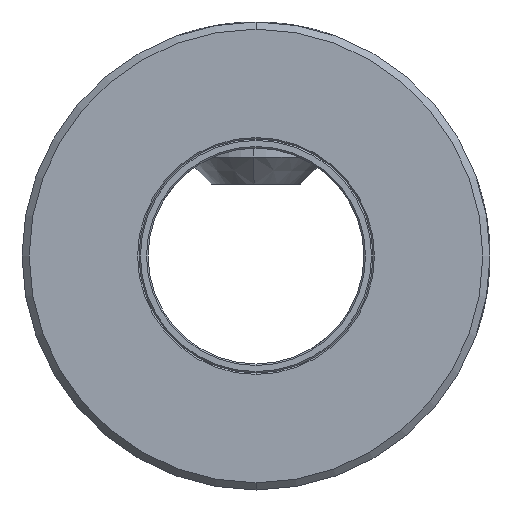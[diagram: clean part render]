
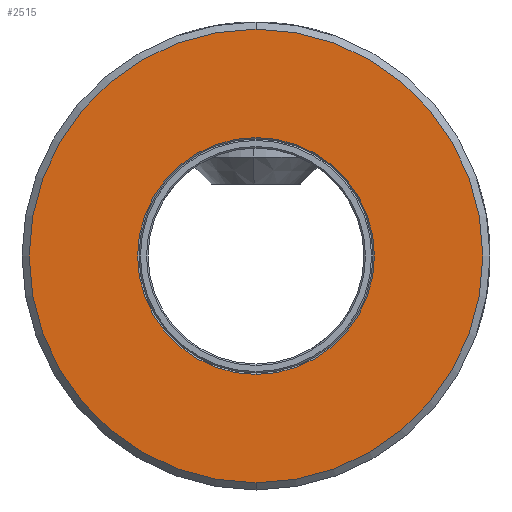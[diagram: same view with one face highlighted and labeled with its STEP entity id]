
A CAD part, front view. The second image highlights one B-rep face of the part: STEP entity #2515.
In plain terms, the highlighted planar face has unit normal (0, -1, 0).
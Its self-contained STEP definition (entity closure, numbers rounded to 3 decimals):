
#401 = VERTEX_POINT ( 'NONE', #6552 ) ;
#556 = DIRECTION ( 'NONE',  ( 0., 0., 1. ) ) ;
#626 = CARTESIAN_POINT ( 'NONE',  ( 0., -3., 0. ) ) ;
#816 = EDGE_CURVE ( 'NONE', #3093, #4683, #1211, .T. ) ;
#833 = CARTESIAN_POINT ( 'NONE',  ( 0., -3., 6.3 ) ) ;
#877 = CARTESIAN_POINT ( 'NONE',  ( 0., -3., 0. ) ) ;
#1211 = CIRCLE ( 'NONE', #5173, 6.3 ) ;
#1442 = DIRECTION ( 'NONE',  ( 0., 0., 1. ) ) ;
#1472 = ORIENTED_EDGE ( 'NONE', *, *, #816, .T. ) ;
#1517 = CIRCLE ( 'NONE', #7193, 3.29 ) ;
#1684 = AXIS2_PLACEMENT_3D ( 'NONE', #2293, #3980, #6966 ) ;
#2268 = PLANE ( 'NONE',  #1684 ) ;
#2291 = ORIENTED_EDGE ( 'NONE', *, *, #5219, .T. ) ;
#2293 = CARTESIAN_POINT ( 'NONE',  ( 0., -3., 0. ) ) ;
#2441 = EDGE_LOOP ( 'NONE', ( #1472, #5840 ) ) ;
#2515 = ADVANCED_FACE ( 'NONE', ( #4062, #4506 ), #2268, .F. ) ;
#2585 = EDGE_LOOP ( 'NONE', ( #2291, #6914 ) ) ;
#2630 = CARTESIAN_POINT ( 'NONE',  ( 0., -3., 0. ) ) ;
#2678 = CIRCLE ( 'NONE', #4103, 6.3 ) ;
#3093 = VERTEX_POINT ( 'NONE', #833 ) ;
#3106 = VERTEX_POINT ( 'NONE', #3479 ) ;
#3179 = DIRECTION ( 'NONE',  ( 0., 1., 0. ) ) ;
#3419 = EDGE_CURVE ( 'NONE', #4683, #3093, #2678, .T. ) ;
#3430 = DIRECTION ( 'NONE',  ( 0., 0., 1. ) ) ;
#3479 = CARTESIAN_POINT ( 'NONE',  ( 0., -3., -3.29 ) ) ;
#3980 = DIRECTION ( 'NONE',  ( 0., 1., 0. ) ) ;
#4062 = FACE_BOUND ( 'NONE', #2585, .T. ) ;
#4103 = AXIS2_PLACEMENT_3D ( 'NONE', #626, #4530, #556 ) ;
#4446 = EDGE_CURVE ( 'NONE', #401, #3106, #1517, .T. ) ;
#4506 = FACE_OUTER_BOUND ( 'NONE', #2441, .T. ) ;
#4516 = CARTESIAN_POINT ( 'NONE',  ( 0., -3., -6.3 ) ) ;
#4530 = DIRECTION ( 'NONE',  ( 0., -1., 0. ) ) ;
#4580 = DIRECTION ( 'NONE',  ( 0., 1., 0. ) ) ;
#4626 = CARTESIAN_POINT ( 'NONE',  ( 0., -3., 0. ) ) ;
#4634 = AXIS2_PLACEMENT_3D ( 'NONE', #4626, #4580, #3430 ) ;
#4683 = VERTEX_POINT ( 'NONE', #4516 ) ;
#4792 = DIRECTION ( 'NONE',  ( 0., -1., 0. ) ) ;
#5173 = AXIS2_PLACEMENT_3D ( 'NONE', #877, #4792, #1442 ) ;
#5219 = EDGE_CURVE ( 'NONE', #3106, #401, #7224, .T. ) ;
#5840 = ORIENTED_EDGE ( 'NONE', *, *, #3419, .T. ) ;
#6552 = CARTESIAN_POINT ( 'NONE',  ( 0., -3., 3.29 ) ) ;
#6914 = ORIENTED_EDGE ( 'NONE', *, *, #4446, .T. ) ;
#6966 = DIRECTION ( 'NONE',  ( 0., 0., 1. ) ) ;
#7115 = DIRECTION ( 'NONE',  ( 0., 0., 1. ) ) ;
#7193 = AXIS2_PLACEMENT_3D ( 'NONE', #2630, #3179, #7115 ) ;
#7224 = CIRCLE ( 'NONE', #4634, 3.29 ) ;
